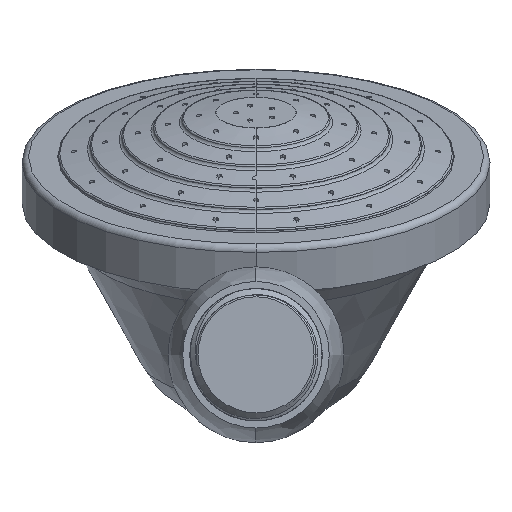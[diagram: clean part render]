
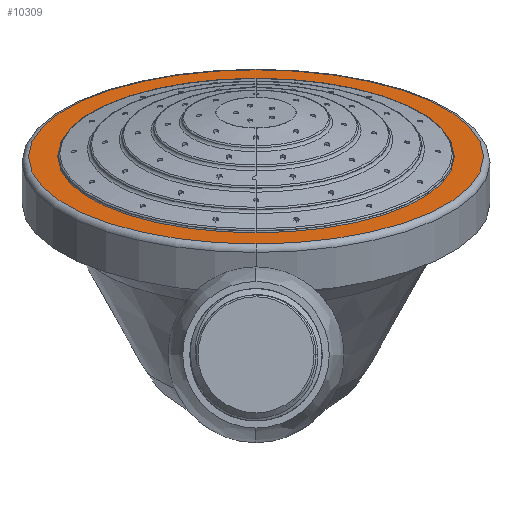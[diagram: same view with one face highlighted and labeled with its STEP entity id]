
A CAD part, front view. The second image highlights one B-rep face of the part: STEP entity #10309.
In plain terms, the highlighted planar face has unit normal (0, -0.383, 0.924).
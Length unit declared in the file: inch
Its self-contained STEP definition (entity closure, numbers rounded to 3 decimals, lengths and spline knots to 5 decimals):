
#764=CARTESIAN_POINT('',(0.,-0.1757,
1.21577));
#765=DIRECTION('',(0.,-0.383,0.924));
#766=DIRECTION('',(0.,-0.924,-0.383));
#767=AXIS2_PLACEMENT_3D('',#764,#765,#766);
#779=CARTESIAN_POINT('',(0.,-0.1757,
1.21577));
#780=DIRECTION('',(0.,-0.383,0.924));
#781=DIRECTION('',(0.,0.924,0.383));
#782=AXIS2_PLACEMENT_3D('',#779,#780,#781);
#798=CARTESIAN_POINT('',(0.,-0.1757,
1.21577));
#799=DIRECTION('',(0.,0.383,-0.924));
#800=DIRECTION('',(0.,0.924,0.383));
#801=AXIS2_PLACEMENT_3D('',#798,#799,#800);
#808=CARTESIAN_POINT('',(0.,-0.1757,
1.21577));
#809=DIRECTION('',(0.,0.383,-0.924));
#810=DIRECTION('',(0.,-0.924,-0.383));
#811=AXIS2_PLACEMENT_3D('',#808,#809,#810);
#9281=CARTESIAN_POINT('',(0.,-1.46682,
0.68097));
#9283=VERTEX_POINT('',#9281);
#9296=CARTESIAN_POINT('',(0.,-1.30113,
0.7496));
#9297=VERTEX_POINT('',#9296);
#9352=CARTESIAN_POINT('',(0.,0.94973,
1.68194));
#9353=VERTEX_POINT('',#9352);
#9355=CARTESIAN_POINT('',(0.,1.11542,1.75057));
#9357=VERTEX_POINT('',#9355);
#10293=CARTESIAN_POINT('',(0.,-0.1757,
1.21577));
#10294=DIRECTION('',(0.,-0.383,0.924));
#10295=DIRECTION('',(0.,0.924,0.383));
#10296=AXIS2_PLACEMENT_3D('',#10293,#10294,#10295);
#10297=PLANE('',#10296);
#10298=ORIENTED_EDGE('',*,*,#10283,.F.);
#10300=ORIENTED_EDGE('',*,*,#10299,.F.);
#10301=EDGE_LOOP('',(#10298,#10300));
#10302=FACE_OUTER_BOUND('',#10301,.F.);
#10304=ORIENTED_EDGE('',*,*,#10303,.F.);
#10306=ORIENTED_EDGE('',*,*,#10305,.F.);
#10307=EDGE_LOOP('',(#10304,#10306));
#10308=FACE_BOUND('',#10307,.F.);
#10309=ADVANCED_FACE('',(#10302,#10308),#10297,.T.);
#768=CIRCLE('',#767,1.3975);
#783=CIRCLE('',#782,1.3975);
#802=CIRCLE('',#801,1.21816);
#812=CIRCLE('',#811,1.21816);
#10283=EDGE_CURVE('',#9283,#9357,#768,.T.);
#10299=EDGE_CURVE('',#9357,#9283,#783,.T.);
#10303=EDGE_CURVE('',#9353,#9297,#802,.T.);
#10305=EDGE_CURVE('',#9297,#9353,#812,.T.);
